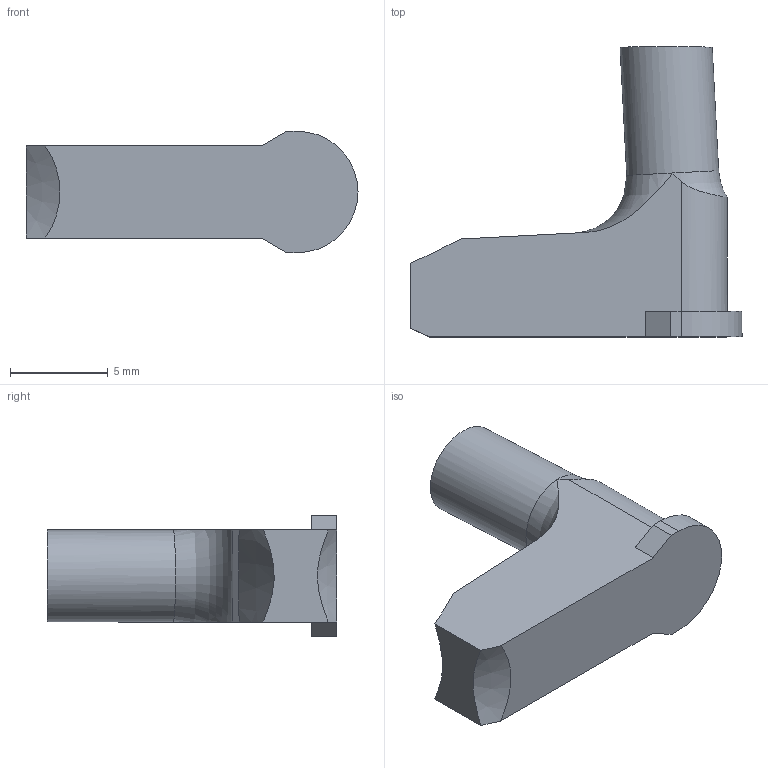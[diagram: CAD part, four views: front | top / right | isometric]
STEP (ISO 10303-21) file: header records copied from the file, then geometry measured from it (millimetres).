
FILE_DESCRIPTION (( 'STEP AP214' ), '1' );
FILE_NAME ('WDF.ER3.101.000.STEP', '2020-09-23T07:30:43', ( '' ), ( '' ), 'SwSTEP 2.0', 'SolidWorks 2017', '' );
FILE_SCHEMA (( 'AUTOMOTIVE_DESIGN' ));
Length unit declared in the file: millimetre
Products named in the file (1): WDF.ER3.101.000
Bounding box: 16.95 x 14.8 x 6.2 mm (x, y, z)
Volume: 559.2 mm3; surface area: 500.7 mm2
Topology: 1 solids, 1 shells, 18 faces, 46 edges, 30 vertices
Faces by surface type: plane 11, cylinder 3, torus 2, cone 2
Full cylindrical faces by diameter (mm): 4.7 x1
Entity records: 641 total; most frequent: CARTESIAN_POINT 200, ORIENTED_EDGE 88, DIRECTION 76, EDGE_CURVE 44, VERTEX_POINT 29, AXIS2_PLACEMENT_3D 26, VECTOR 24, LINE 24
